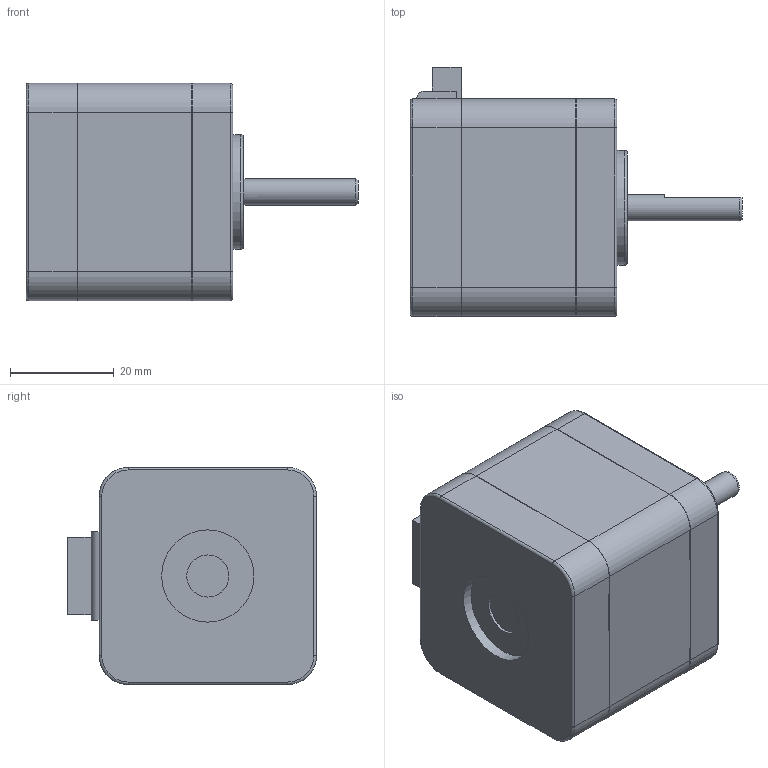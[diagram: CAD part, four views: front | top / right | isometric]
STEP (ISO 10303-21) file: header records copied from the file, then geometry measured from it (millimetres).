
FILE_DESCRIPTION(/* description */ ('STEP AP214'),/* implementation_level */ '2;1');
FILE_NAME(/* name */ 'N-1740-S',/* time_stamp */ '2023-10-21T17:19:13+02:00',/* author */ ('License CC BY-ND 4.0'),/* organization */ ('CADENAS'),/* preprocessor_version */ 'ST-DEVELOPER v19.3',/* originating_system */ 'PARTsolutions',/* authorisation */ ' ');
FILE_SCHEMA (('AUTOMOTIVE_DESIGN {1 0 10303 214 3 1 1}'));
Length unit declared in the file: inch
Products named in the file (1): N-1740-S
Bounding box: 64.01 x 48.01 x 41.91 mm (x, y, z)
Volume: 69461.6 mm3; surface area: 11103.2 mm2
Topology: 1 solids, 1 shells, 100 faces, 231 edges, 147 vertices
Faces by surface type: plane 47, cylinder 39, torus 9, cone 5
Full cylindrical faces by diameter (mm): 2.459 x4, 5.08 x1, 8.128 x2, 17.78 x2, 22.098 x1
Entity records: 2790 total; most frequent: DIRECTION 508, CARTESIAN_POINT 468, ORIENTED_EDGE 430, EDGE_CURVE 215, AXIS2_PLACEMENT_3D 194, VERTEX_POINT 146, EDGE_LOOP 129, FACE_BOUND 129
